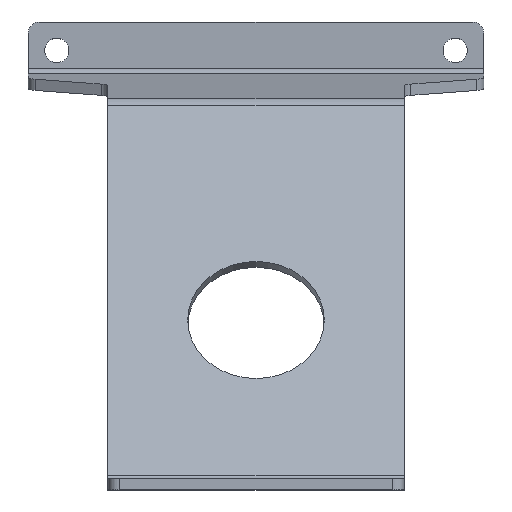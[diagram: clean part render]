
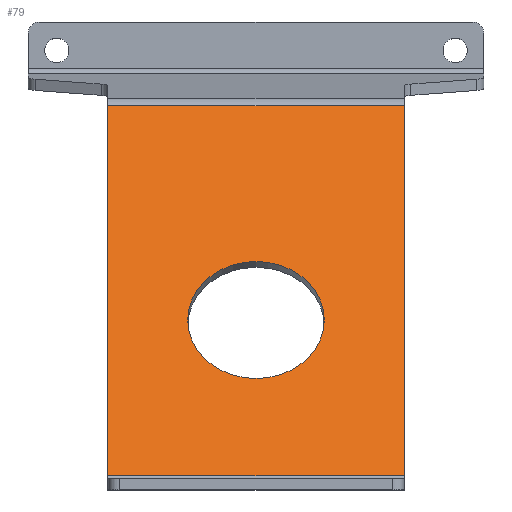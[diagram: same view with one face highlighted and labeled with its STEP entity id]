
A CAD part, top view. The second image highlights one B-rep face of the part: STEP entity #79.
In plain terms, the highlighted planar face has unit normal (0, 0.515, 0.857).
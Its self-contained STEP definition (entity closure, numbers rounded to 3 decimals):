
#79 = ADVANCED_FACE( '', ( #126, #127 ), #128, .F. );
#126 = FACE_BOUND( '', #221, .T. );
#127 = FACE_OUTER_BOUND( '', #222, .T. );
#128 = PLANE( '', #223 );
#221 = EDGE_LOOP( '', ( #348 ) );
#222 = EDGE_LOOP( '', ( #349, #350, #351, #352 ) );
#223 = AXIS2_PLACEMENT_3D( '', #353, #354, #355 );
#348 = ORIENTED_EDGE( '', *, *, #685, .T. );
#349 = ORIENTED_EDGE( '', *, *, #683, .F. );
#350 = ORIENTED_EDGE( '', *, *, #680, .F. );
#351 = ORIENTED_EDGE( '', *, *, #686, .T. );
#352 = ORIENTED_EDGE( '', *, *, #687, .F. );
#353 = CARTESIAN_POINT( '', ( -63.5, -13.811, 45.742 ) );
#354 = DIRECTION( '', ( 0., -0.515, -0.857 ) );
#355 = DIRECTION( '', ( 0., 0.857, -0.515 ) );
#680 = EDGE_CURVE( '', #814, #816, #817, .T. );
#683 = EDGE_CURVE( '', #816, #821, #822, .T. );
#685 = EDGE_CURVE( '', #824, #824, #825, .T. );
#686 = EDGE_CURVE( '', #814, #826, #827, .T. );
#687 = EDGE_CURVE( '', #821, #826, #828, .T. );
#814 = VERTEX_POINT( '', #1022 );
#816 = VERTEX_POINT( '', #1024 );
#817 = LINE( '', #1025, #1026 );
#821 = VERTEX_POINT( '', #1031 );
#822 = LINE( '', #1032, #1033 );
#824 = VERTEX_POINT( '', #1035 );
#825 = CIRCLE( '', #1036, 19.05 );
#826 = VERTEX_POINT( '', #1037 );
#827 = LINE( '', #1038, #1039 );
#828 = LINE( '', #1040, #1041 );
#1022 = CARTESIAN_POINT( '', ( 41.275, -14.754, 46.309 ) );
#1024 = CARTESIAN_POINT( '', ( 41.275, -118.056, 108.379 ) );
#1025 = CARTESIAN_POINT( '', ( 41.275, -13.811, 45.742 ) );
#1026 = VECTOR( '', #1262, 1000. );
#1031 = CARTESIAN_POINT( '', ( -41.275, -118.056, 108.379 ) );
#1032 = CARTESIAN_POINT( '', ( 63.5, -118.056, 108.379 ) );
#1033 = VECTOR( '', #1267, 1000. );
#1035 = CARTESIAN_POINT( '', ( 19.05, -74.512, 82.215 ) );
#1036 = AXIS2_PLACEMENT_3D( '', #1271, #1272, #1273 );
#1037 = CARTESIAN_POINT( '', ( -41.275, -14.754, 46.309 ) );
#1038 = CARTESIAN_POINT( '', ( 63.5, -14.754, 46.309 ) );
#1039 = VECTOR( '', #1274, 1000. );
#1040 = CARTESIAN_POINT( '', ( -41.275, -13.811, 45.742 ) );
#1041 = VECTOR( '', #1275, 1000. );
#1262 = DIRECTION( '', ( 0., -0.857, 0.515 ) );
#1267 = DIRECTION( '', ( -1., 0., 0. ) );
#1271 = CARTESIAN_POINT( '', ( 0., -74.512, 82.215 ) );
#1272 = DIRECTION( '', ( 0., -0.515, -0.857 ) );
#1273 = DIRECTION( '', ( 1., 0., 0. ) );
#1274 = DIRECTION( '', ( -1., 0., 0. ) );
#1275 = DIRECTION( '', ( 0., 0.857, -0.515 ) );
